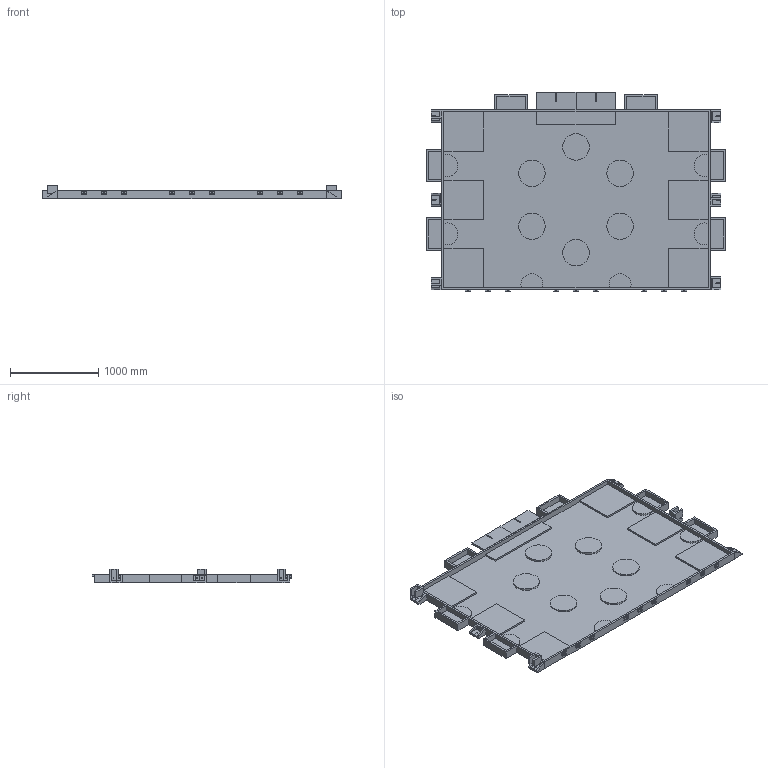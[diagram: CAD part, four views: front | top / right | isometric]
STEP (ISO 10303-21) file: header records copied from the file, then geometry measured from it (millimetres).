
FILE_DESCRIPTION(('CATIA V5 STEP Exchange'),'2;1');
FILE_NAME('Produit1.stp','2023-09-10T13:47:26+00:00',('none'),('none'),'CATIA Version 5 Release 19 GA (IN-10)','CATIA V5 STEP AP214','none');
FILE_SCHEMA(('AUTOMOTIVE_DESIGN { 1 0 10303 214 1 1 1 1 }'));
Length unit declared in the file: millimetre
Products named in the file (8): Produit1; table; support_panier; support balise 2; support balise; jardiniere; jardiniere2; support_panneau
Assembly tree (24 placements, depth 2):
  Produit1
    table
    support_panier  x2
    support balise 2  x3
    support balise  x3
    jardiniere  x3
    jardiniere2  x3
    support_panneau  x9
Bounding box: 3388 x 2266.46 x 152 mm (x, y, z)
Volume: 216516095.4 mm3; surface area: 16921139.6 mm2
Topology: 24 solids, 24 shells, 616 faces, 1522 edges, 979 vertices
Faces by surface type: plane 335, cylinder 185, cone 96
Entity records: 5825 total; most frequent: CARTESIAN_POINT 971, ORIENTED_EDGE 958, DIRECTION 837, EDGE_CURVE 479, VECTOR 375, LINE 375, VERTEX_POINT 313, AXIS2_PLACEMENT_3D 283
